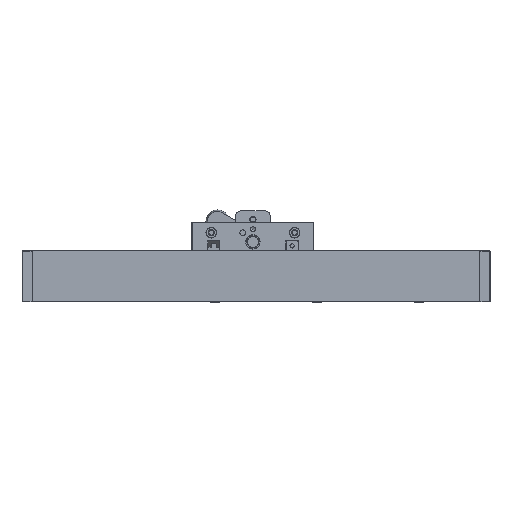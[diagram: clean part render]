
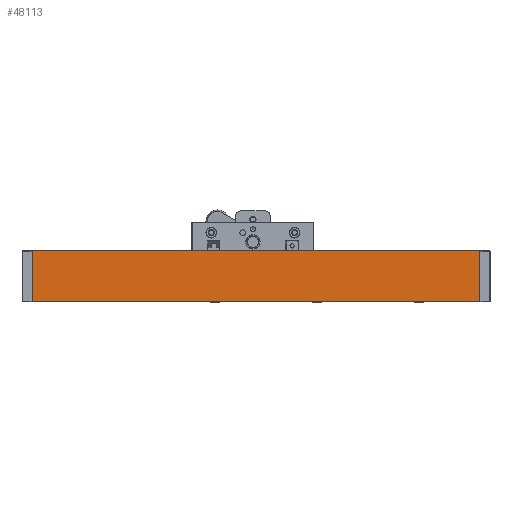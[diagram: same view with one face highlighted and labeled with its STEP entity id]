
A CAD part, left-side view. The second image highlights one B-rep face of the part: STEP entity #48113.
In plain terms, the highlighted planar face has unit normal (-1, 0, 0).
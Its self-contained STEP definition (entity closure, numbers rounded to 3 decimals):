
#1040=LINE('',#62404,#4813);
#1151=LINE('',#62639,#4924);
#1152=LINE('',#62641,#4925);
#1153=LINE('',#62643,#4926);
#4813=VECTOR('',#52964,1000.);
#4924=VECTOR('',#53165,1000.);
#4925=VECTOR('',#53166,1000.);
#4926=VECTOR('',#53167,1000.);
#8603=PLANE('',#50067);
#10162=ORIENTED_EDGE('',*,*,#20143,.F.);
#10163=ORIENTED_EDGE('',*,*,#20144,.F.);
#10164=ORIENTED_EDGE('',*,*,#20145,.T.);
#10165=ORIENTED_EDGE('',*,*,#20028,.T.);
#20028=EDGE_CURVE('',#25060,#25059,#1040,.T.);
#20143=EDGE_CURVE('',#25139,#25059,#1151,.T.);
#20144=EDGE_CURVE('',#25140,#25139,#1152,.T.);
#20145=EDGE_CURVE('',#25140,#25060,#1153,.T.);
#25059=VERTEX_POINT('',#62403);
#25060=VERTEX_POINT('',#62405);
#25139=VERTEX_POINT('',#62640);
#25140=VERTEX_POINT('',#62642);
#29379=EDGE_LOOP('',(#10162,#10163,#10164,#10165));
#31628=FACE_BOUND('',#29379,.T.);
#48113=ADVANCED_FACE('',(#31628),#8603,.F.);
#50067=AXIS2_PLACEMENT_3D('',#62638,#53163,#53164);
#52964=DIRECTION('',(0.,1.,0.));
#53163=DIRECTION('',(1.,0.,0.));
#53164=DIRECTION('',(0.,0.,-1.));
#53165=DIRECTION('',(0.,0.,1.));
#53166=DIRECTION('',(0.,1.,0.));
#53167=DIRECTION('',(0.,0.,1.));
#62403=CARTESIAN_POINT('',(-25.,440.,25.));
#62404=CARTESIAN_POINT('',(-25.,100.,25.));
#62405=CARTESIAN_POINT('',(-25.,0.,25.));
#62638=CARTESIAN_POINT('',(-25.,100.,-25.));
#62639=CARTESIAN_POINT('',(-25.,440.,-25.));
#62640=CARTESIAN_POINT('',(-25.,440.,-25.));
#62641=CARTESIAN_POINT('',(-25.,100.,-25.));
#62642=CARTESIAN_POINT('',(-25.,0.,-25.));
#62643=CARTESIAN_POINT('',(-25.,0.,-25.));
